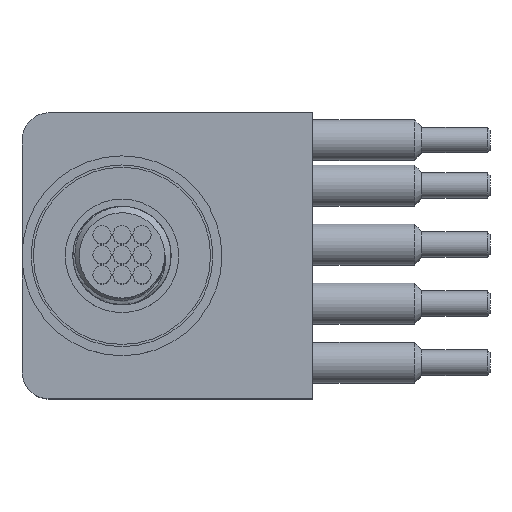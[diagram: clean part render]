
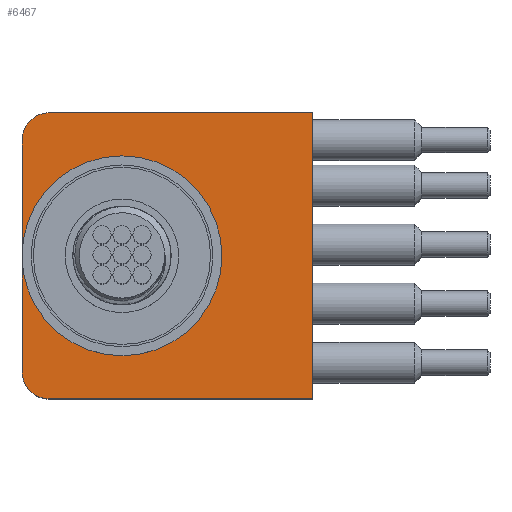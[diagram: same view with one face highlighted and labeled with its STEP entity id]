
A CAD part, top view. The second image highlights one B-rep face of the part: STEP entity #6467.
In plain terms, the highlighted planar face has unit normal (0, 0, 1).
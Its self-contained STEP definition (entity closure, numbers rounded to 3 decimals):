
#15=PLANE($,#6864);
#180=LINE($,#11326,#670);
#224=LINE($,#11689,#714);
#226=LINE($,#11692,#716);
#227=LINE($,#11694,#717);
#228=LINE($,#11696,#718);
#670=VECTOR($,#7180,29.);
#714=VECTOR($,#7234,29.);
#716=VECTOR($,#7238,31.5);
#717=VECTOR($,#7239,12.75);
#718=VECTOR($,#7242,12.75);
#1319=CIRCLE($,#6856,3.);
#1322=CIRCLE($,#6862,3.);
#1323=CIRCLE($,#6865,11.);
#1433=FACE_OUTER_BOUND($,#1813,.T.);
#1813=EDGE_LOOP($,(#4332,#4333,#4334,#4335,#4336,#4337,#4338,#4339));
#2646=VERTEX_POINT($,#11313);
#2647=VERTEX_POINT($,#11314);
#2651=VERTEX_POINT($,#11324);
#2747=VERTEX_POINT($,#11682);
#2748=VERTEX_POINT($,#11683);
#2749=VERTEX_POINT($,#11688);
#2750=VERTEX_POINT($,#11693);
#3291=EDGE_CURVE($,#2646,#2647,#1319,.T.);
#3297=EDGE_CURVE($,#2651,#2646,#180,.T.);
#3394=EDGE_CURVE($,#2747,#2748,#1322,.T.);
#3397=EDGE_CURVE($,#2748,#2749,#224,.T.);
#3399=EDGE_CURVE($,#2749,#2651,#226,.T.);
#3400=EDGE_CURVE($,#2750,#2747,#227,.T.);
#3401=EDGE_CURVE($,#2750,#2750,#1323,.T.);
#3402=EDGE_CURVE($,#2647,#2750,#228,.T.);
#4332=ORIENTED_EDGE($,*,*,#3291,.F.);
#4333=ORIENTED_EDGE($,*,*,#3297,.F.);
#4334=ORIENTED_EDGE($,*,*,#3399,.F.);
#4335=ORIENTED_EDGE($,*,*,#3397,.F.);
#4336=ORIENTED_EDGE($,*,*,#3394,.F.);
#4337=ORIENTED_EDGE($,*,*,#3400,.F.);
#4338=ORIENTED_EDGE($,*,*,#3401,.T.);
#4339=ORIENTED_EDGE($,*,*,#3402,.F.);
#6467=ADVANCED_FACE($,(#1433),#15,.T.);
#6856=AXIS2_PLACEMENT_3D($,#11315,#7170,#7171);
#6862=AXIS2_PLACEMENT_3D($,#11684,#7228,#7229);
#6864=AXIS2_PLACEMENT_3D($,#11691,#7236,#7237);
#6865=AXIS2_PLACEMENT_3D($,#11695,#7240,#7241);
#7170=DIRECTION('center_axis',(0.,0.,-1.));
#7171=DIRECTION('ref_axis',(-0.707,-0.707,0.));
#7180=DIRECTION($,(-1.,0.,0.));
#7228=DIRECTION('center_axis',(0.,0.,-1.));
#7229=DIRECTION('ref_axis',(-0.707,0.707,0.));
#7234=DIRECTION($,(1.,0.,0.));
#7236=DIRECTION('center_axis',(0.,0.,1.));
#7237=DIRECTION('ref_axis',(1.,0.,0.));
#7238=DIRECTION($,(0.,-1.,0.));
#7239=DIRECTION($,(0.,1.,0.));
#7240=DIRECTION('center_axis',(0.,0.,-1.));
#7241=DIRECTION('ref_axis',(-1.,0.,0.));
#7242=DIRECTION($,(0.,1.,0.));
#11313=CARTESIAN_POINT('',(-13.,-15.75,10.5));
#11314=CARTESIAN_POINT('',(-16.,-12.75,10.5));
#11315=CARTESIAN_POINT('Origin',(-13.,-12.75,10.5));
#11324=CARTESIAN_POINT('',(16.,-15.75,10.5));
#11326=CARTESIAN_POINT($,(-16.,-15.75,10.5));
#11682=CARTESIAN_POINT('',(-16.,12.75,10.5));
#11683=CARTESIAN_POINT('',(-13.,15.75,10.5));
#11684=CARTESIAN_POINT('Origin',(-13.,12.75,10.5));
#11688=CARTESIAN_POINT('',(16.,15.75,10.5));
#11689=CARTESIAN_POINT($,(16.,15.75,10.5));
#11691=CARTESIAN_POINT('Origin',(0.,0.,10.5));
#11692=CARTESIAN_POINT($,(16.,-15.75,10.5));
#11693=CARTESIAN_POINT('',(-16.,0.,10.5));
#11694=CARTESIAN_POINT($,(-16.,15.75,10.5));
#11695=CARTESIAN_POINT('Origin',(-5.,0.,10.5));
#11696=CARTESIAN_POINT($,(-16.,15.75,10.5));
